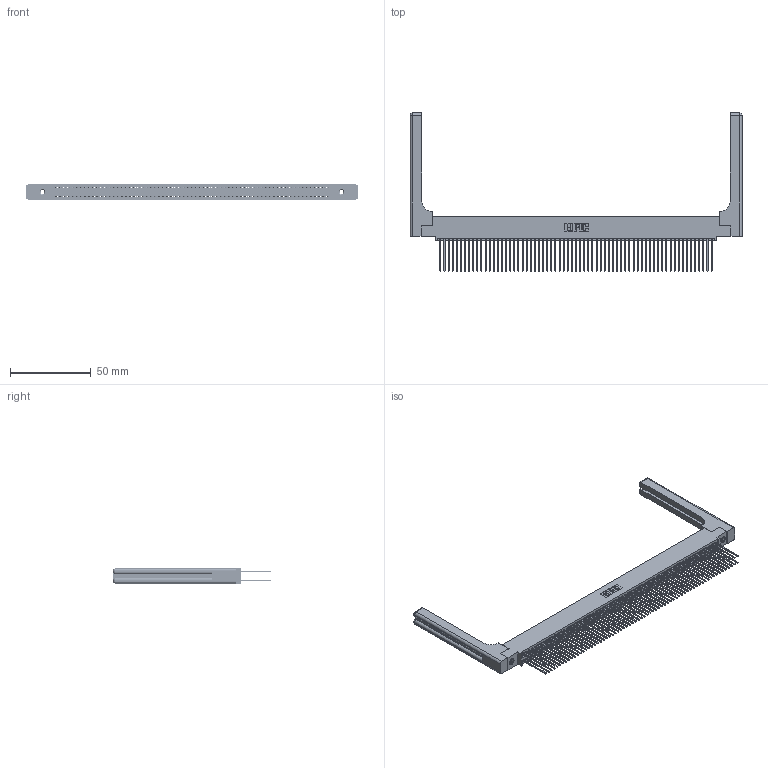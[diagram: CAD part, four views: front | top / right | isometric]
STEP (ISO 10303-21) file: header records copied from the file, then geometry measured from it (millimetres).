
FILE_DESCRIPTION (( 'STEP AP203' ), '1' );
FILE_NAME ('345-134-541-558.STEP', '2019-11-08T02:31:34', ( '' ), ( '' ), 'SwSTEP 2.0', 'SolidWorks 2016', '' );
FILE_SCHEMA (( 'CONFIG_CONTROL_DESIGN' ));
Length unit declared in the file: inch
Products named in the file (5): 345-134-541-558; 345-292-001_345-293-141; 345-220-058_345-220-058; 345 Part_0.110 Offset - 0.156 Dia-TH; 345-250-001_345-250-001-102
Assembly tree (139 placements, depth 2):
  345-134-541-558
    345 Part_0.110 Offset - 0.156 Dia-TH
    345-292-001_345-293-141  x134
    345-250-001_345-250-001-102  x2
    345-220-058_345-220-058  x2
Bounding box: 205.21 x 97.71 x 9.4 mm (x, y, z)
Volume: 29336.5 mm3; surface area: 40086.5 mm2
Topology: 139 solids, 139 shells, 7086 faces, 20985 edges, 13790 vertices
Faces by surface type: plane 4654, cylinder 2372, bspline 36, cone 12, sphere 8, torus 4
Entity records: 54536 total; most frequent: CARTESIAN_POINT 10113, ORIENTED_EDGE 8844, DIRECTION 7818, EDGE_CURVE 4422, VECTOR 3930, LINE 3930, VERTEX_POINT 2938, AXIS2_PLACEMENT_3D 1944
